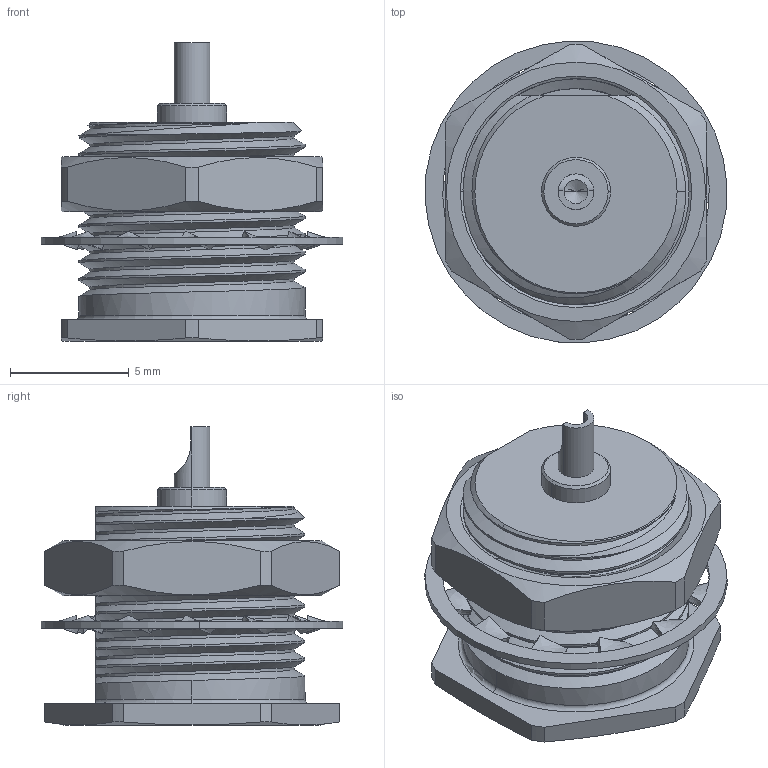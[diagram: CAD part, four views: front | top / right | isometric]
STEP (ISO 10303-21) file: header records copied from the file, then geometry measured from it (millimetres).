
FILE_DESCRIPTION (( 'STEP AP214' ), '1' );
FILE_NAME ('Âèëêà_ÑÐ-50-1-03-Â-Ï-071.STEP', '2018-12-04T08:02:08', ( 'User' ), ( '' ), 'SwSTEP 2.0', 'SolidWorks 2016', '' );
FILE_SCHEMA (( 'AUTOMOTIVE_DESIGN' ));
Length unit declared in the file: millimetre
Products named in the file (1): Âèëêà_ÑÐ-50-1-03-Â-Ï-071
Bounding box: 12.68 x 12.68 x 12.55 mm (x, y, z)
Volume: 500.5 mm3; surface area: 1233.5 mm2
Topology: 3 solids, 3 shells, 259 faces, 668 edges, 422 vertices
Faces by surface type: cylinder 96, bspline 81, cone 33, plane 30, torus 19
Entity records: 22809 total; most frequent: CARTESIAN_POINT 14518, ORIENTED_EDGE 1332, DIRECTION 859, EDGE_CURVE 666, VERTEX_POINT 422, AXIS2_PLACEMENT_3D 348, EDGE_LOOP 272, UNCERTAINTY_MEASURE_WITH_UNIT 264
